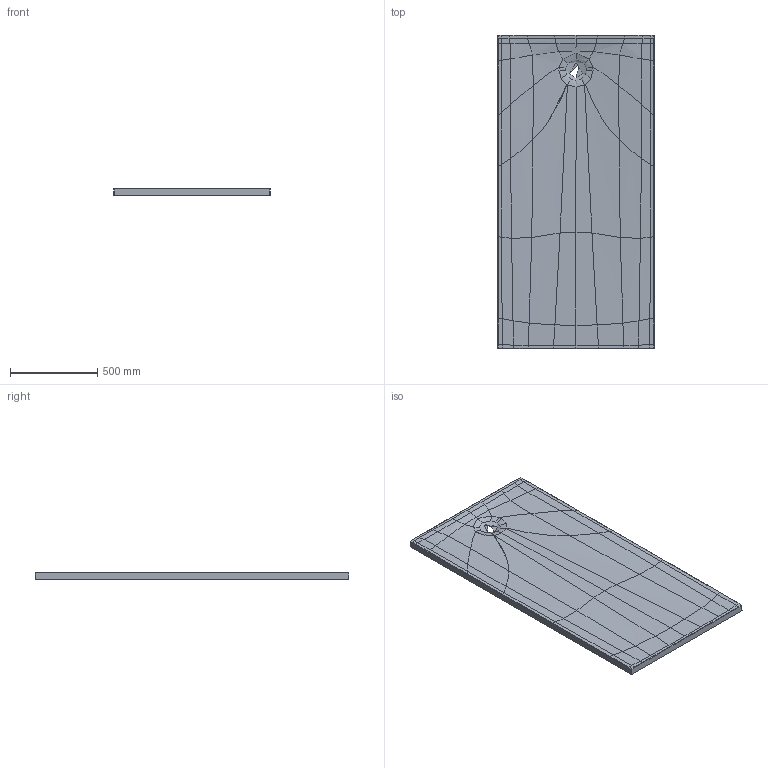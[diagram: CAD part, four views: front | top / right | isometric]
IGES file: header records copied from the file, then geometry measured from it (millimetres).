
Global section: file name: 550940; native system: Autodesk Inventor 2018; preprocessor: unknown; author: JANAN; date: 20210217.100555; units: millimetre
Bounding box: 898 x 1796.5 x 39.99 mm (x, y, z)
Volume: 53646673.2 mm3; surface area: 3424525.1 mm2
Topology: 1 solids, 1 shells, 155 faces, 346 edges, 192 vertices
Faces by surface type: bspline 155
